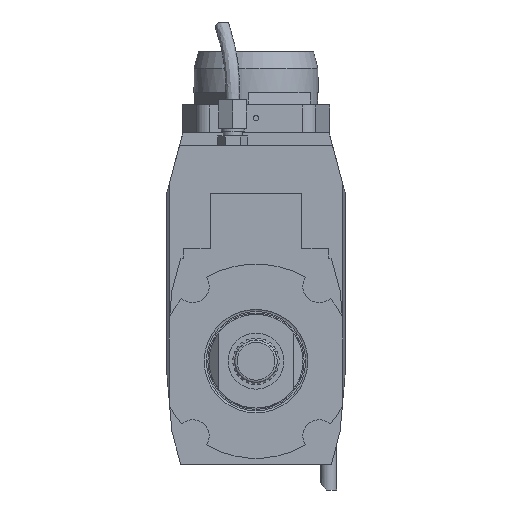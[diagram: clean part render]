
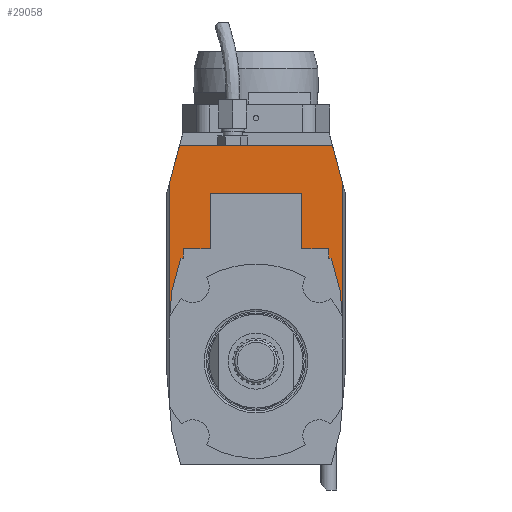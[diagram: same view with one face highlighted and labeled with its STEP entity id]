
A CAD part, front view. The second image highlights one B-rep face of the part: STEP entity #29058.
In plain terms, the highlighted planar face has unit normal (0, -1, 0).
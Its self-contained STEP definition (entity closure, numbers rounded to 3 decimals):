
#113 = EDGE_LOOP ( 'NONE', ( #12665, #7737, #21312, #17414, #26935, #16435, #9508, #20515, #3891, #13783 ) ) ;
#744 = LINE ( 'NONE', #20516, #15334 ) ;
#952 = DIRECTION ( 'NONE',  ( 0., 0., -1. ) ) ;
#1296 = VERTEX_POINT ( 'NONE', #24245 ) ;
#2249 = PLANE ( 'NONE',  #29311 ) ;
#2323 = EDGE_CURVE ( 'NONE', #12827, #29515, #744, .T. ) ;
#2922 = CARTESIAN_POINT ( 'NONE',  ( 38., -80., 22. ) ) ;
#3891 = ORIENTED_EDGE ( 'NONE', *, *, #8465, .T. ) ;
#4730 = DIRECTION ( 'NONE',  ( 0., 0., 1. ) ) ;
#5407 = VECTOR ( 'NONE', #952, 1000. ) ;
#7683 = DIRECTION ( 'NONE',  ( 0.259, 0., -0.966 ) ) ;
#7737 = ORIENTED_EDGE ( 'NONE', *, *, #7786, .F. ) ;
#7786 = EDGE_CURVE ( 'NONE', #24516, #11844, #23148, .T. ) ;
#7962 = CARTESIAN_POINT ( 'NONE',  ( 32.641, -80., 42. ) ) ;
#8251 = DIRECTION ( 'NONE',  ( 0.259, 0., 0.966 ) ) ;
#8350 = VECTOR ( 'NONE', #21985, 1000. ) ;
#8465 = EDGE_CURVE ( 'NONE', #22287, #13695, #15864, .T. ) ;
#8515 = VECTOR ( 'NONE', #7683, 1000. ) ;
#9146 = CARTESIAN_POINT ( 'NONE',  ( 37., -80., -32.79 ) ) ;
#9218 = CARTESIAN_POINT ( 'NONE',  ( -32.641, -80., 42. ) ) ;
#9234 = CARTESIAN_POINT ( 'NONE',  ( 41.003, -80., -39.013 ) ) ;
#9388 = LINE ( 'NONE', #9234, #9736 ) ;
#9508 = ORIENTED_EDGE ( 'NONE', *, *, #2323, .T. ) ;
#9736 = VECTOR ( 'NONE', #31172, 1000. ) ;
#9770 = DIRECTION ( 'NONE',  ( -0.087, 0., 0.996 ) ) ;
#10116 = EDGE_CURVE ( 'NONE', #12827, #1296, #30628, .T. ) ;
#10119 = LINE ( 'NONE', #2922, #8515 ) ;
#10654 = VECTOR ( 'NONE', #16355, 1000. ) ;
#10717 = VECTOR ( 'NONE', #8251, 1000. ) ;
#10774 = VERTEX_POINT ( 'NONE', #7962 ) ;
#11051 = EDGE_CURVE ( 'NONE', #29515, #22287, #20188, .T. ) ;
#11501 = DIRECTION ( 'NONE',  ( 0.087, 0., 0.996 ) ) ;
#11844 = VERTEX_POINT ( 'NONE', #9146 ) ;
#11875 = LINE ( 'NONE', #21686, #30686 ) ;
#11887 = EDGE_CURVE ( 'NONE', #28857, #13695, #9388, .T. ) ;
#12175 = CARTESIAN_POINT ( 'NONE',  ( -38., -80., 22. ) ) ;
#12201 = FACE_OUTER_BOUND ( 'NONE', #113, .T. ) ;
#12510 = CARTESIAN_POINT ( 'NONE',  ( 0., -80., -50. ) ) ;
#12665 = ORIENTED_EDGE ( 'NONE', *, *, #25285, .F. ) ;
#12827 = VERTEX_POINT ( 'NONE', #16371 ) ;
#13386 = VERTEX_POINT ( 'NONE', #27738 ) ;
#13695 = VERTEX_POINT ( 'NONE', #28182 ) ;
#13783 = ORIENTED_EDGE ( 'NONE', *, *, #11887, .F. ) ;
#15334 = VECTOR ( 'NONE', #11501, 1000. ) ;
#15864 = LINE ( 'NONE', #23302, #26004 ) ;
#16355 = DIRECTION ( 'NONE',  ( 0., 0., 1. ) ) ;
#16371 = CARTESIAN_POINT ( 'NONE',  ( -37., -80., -32.79 ) ) ;
#16435 = ORIENTED_EDGE ( 'NONE', *, *, #10116, .F. ) ;
#17034 = DIRECTION ( 'NONE',  ( 1., 0., 0. ) ) ;
#17414 = ORIENTED_EDGE ( 'NONE', *, *, #22892, .F. ) ;
#18622 = CARTESIAN_POINT ( 'NONE',  ( -37., -80., -94. ) ) ;
#19346 = LINE ( 'NONE', #9218, #19679 ) ;
#19679 = VECTOR ( 'NONE', #17034, 1000. ) ;
#19768 = EDGE_CURVE ( 'NONE', #10774, #24516, #10119, .T. ) ;
#20188 = LINE ( 'NONE', #25018, #10717 ) ;
#20515 = ORIENTED_EDGE ( 'NONE', *, *, #11051, .T. ) ;
#20516 = CARTESIAN_POINT ( 'NONE',  ( -35.867, -80., -19.845 ) ) ;
#20885 = DIRECTION ( 'NONE',  ( 1., 0., 0. ) ) ;
#20889 = CARTESIAN_POINT ( 'NONE',  ( 37., -80., -50. ) ) ;
#21312 = ORIENTED_EDGE ( 'NONE', *, *, #19768, .F. ) ;
#21588 = EDGE_CURVE ( 'NONE', #1296, #13386, #24401, .T. ) ;
#21686 = CARTESIAN_POINT ( 'NONE',  ( 38.213, -80., -46.657 ) ) ;
#21985 = DIRECTION ( 'NONE',  ( 0.259, 0., 0.966 ) ) ;
#22061 = CARTESIAN_POINT ( 'NONE',  ( 35.867, -80., -19.845 ) ) ;
#22287 = VERTEX_POINT ( 'NONE', #26771 ) ;
#22892 = EDGE_CURVE ( 'NONE', #13386, #10774, #19346, .T. ) ;
#23148 = LINE ( 'NONE', #20889, #5407 ) ;
#23302 = CARTESIAN_POINT ( 'NONE',  ( 0., -80., -6. ) ) ;
#24245 = CARTESIAN_POINT ( 'NONE',  ( -37., -80., 25.732 ) ) ;
#24401 = LINE ( 'NONE', #12175, #8350 ) ;
#24516 = VERTEX_POINT ( 'NONE', #29002 ) ;
#25018 = CARTESIAN_POINT ( 'NONE',  ( -32.158, -80., -6. ) ) ;
#25285 = EDGE_CURVE ( 'NONE', #11844, #28857, #11875, .T. ) ;
#26004 = VECTOR ( 'NONE', #20885, 1000. ) ;
#26771 = CARTESIAN_POINT ( 'NONE',  ( -32.158, -80., -6. ) ) ;
#26935 = ORIENTED_EDGE ( 'NONE', *, *, #21588, .F. ) ;
#27738 = CARTESIAN_POINT ( 'NONE',  ( -32.641, -80., 42. ) ) ;
#27762 = CARTESIAN_POINT ( 'NONE',  ( -35.867, -80., -19.845 ) ) ;
#28182 = CARTESIAN_POINT ( 'NONE',  ( 32.158, -80., -6. ) ) ;
#28857 = VERTEX_POINT ( 'NONE', #22061 ) ;
#29002 = CARTESIAN_POINT ( 'NONE',  ( 37., -80., 25.732 ) ) ;
#29058 = ADVANCED_FACE ( 'Defeature completata2_288', ( #12201 ), #2249, .F. ) ;
#29311 = AXIS2_PLACEMENT_3D ( 'NONE', #12510, #29479, #4730 ) ;
#29479 = DIRECTION ( 'NONE',  ( 0., 1., 0. ) ) ;
#29515 = VERTEX_POINT ( 'NONE', #27762 ) ;
#30628 = LINE ( 'NONE', #18622, #10654 ) ;
#30686 = VECTOR ( 'NONE', #9770, 1000. ) ;
#31172 = DIRECTION ( 'NONE',  ( -0.259, 0., 0.966 ) ) ;
